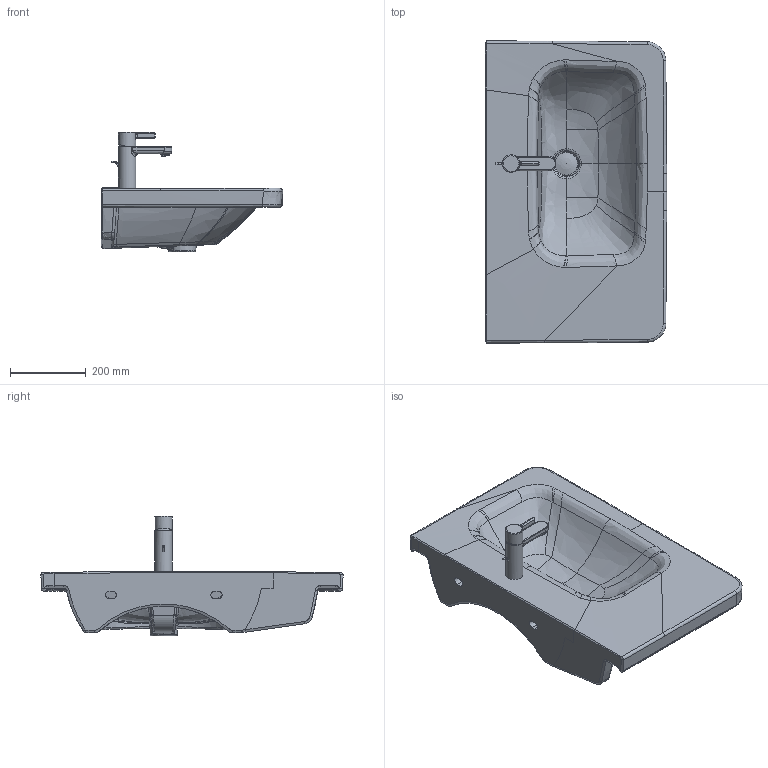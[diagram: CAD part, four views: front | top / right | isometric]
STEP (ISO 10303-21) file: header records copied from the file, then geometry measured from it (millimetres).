
FILE_DESCRIPTION((''),'2;1');
FILE_NAME('232680.stp','2013-10-10T10:37:28',('Administrator'),(''),'Autodesk Inventor 2011','Autodesk Inventor 2011','');
FILE_SCHEMA(('CONFIG_CONTROL_DESIGN'));
Length unit declared in the file: millimetre
Products named in the file (10): 232680; Armatur Durastyle Waschtisch; Fassung Sieb; Griff; Gehäuse; Hebel_Ventil; Gleitring; Kelch; Stopfen
Assembly tree (9 placements, depth 3):
  232680
    232680
    Armatur Durastyle Waschtisch
      Fassung Sieb
      Griff
      Gehäuse
      Hebel_Ventil
      Gleitring
    Kelch
    Stopfen
Bounding box: 479.75 x 800 x 317.57 mm (x, y, z)
Volume: 17371628.9 mm3; surface area: 1332381.8 mm2
Topology: 7 solids, 9 shells, 734 faces, 1764 edges, 1041 vertices
Faces by surface type: bspline 506, plane 95, cylinder 94, torus 18, cone 15, sphere 6
Full cylindrical faces by diameter (mm): 4 x2, 20.15 x1, 21.15 x1, 23.15 x1, 25 x1, 35 x1, 42 x1, 44 x1, 46 x3, 60 x1
Entity records: 107109 total; most frequent: CARTESIAN_POINT 92643, ORIENTED_EDGE 3426, DIRECTION 1982, EDGE_CURVE 1715, VERTEX_POINT 1027, AXIS2_PLACEMENT_3D 802, EDGE_LOOP 797, B_SPLINE_CURVE_WITH_KNOTS 781
